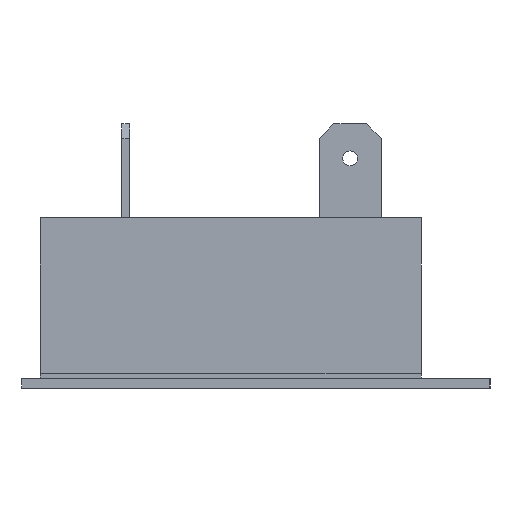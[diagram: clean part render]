
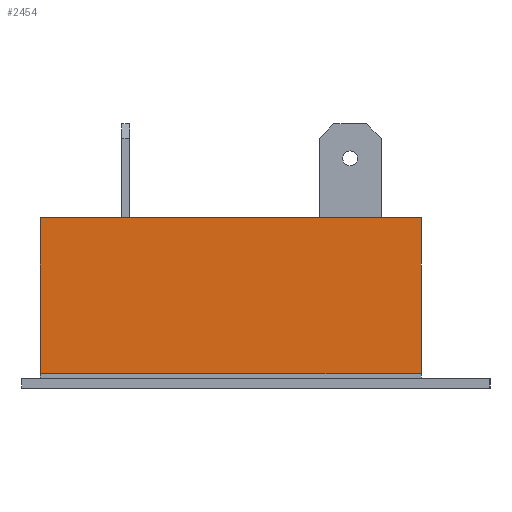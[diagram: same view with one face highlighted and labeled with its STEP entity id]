
A CAD part, left-side view. The second image highlights one B-rep face of the part: STEP entity #2454.
In plain terms, the highlighted planar face has unit normal (-1, 0, 0).
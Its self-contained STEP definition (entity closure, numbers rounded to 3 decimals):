
#1563 = PLANE('',#1564);
#1564 = AXIS2_PLACEMENT_3D('',#1565,#1566,#1567);
#1565 = CARTESIAN_POINT('',(0.,0.,-15.5));
#1566 = DIRECTION('',(0.,1.,0.));
#1567 = DIRECTION('',(0.,0.,1.));
#1619 = PLANE('',#1620);
#1620 = AXIS2_PLACEMENT_3D('',#1621,#1622,#1623);
#1621 = CARTESIAN_POINT('',(-15.,15.75,-20.));
#1622 = DIRECTION('',(0.,1.,0.));
#1623 = DIRECTION('',(0.,0.,1.));
#1779 = VERTEX_POINT('',#1780);
#1780 = CARTESIAN_POINT('',(-14.25,0.,19.25));
#1794 = PLANE('',#1795);
#1795 = AXIS2_PLACEMENT_3D('',#1796,#1797,#1798);
#1796 = CARTESIAN_POINT('',(-14.25,15.8,19.25));
#1797 = DIRECTION('',(0.,0.,-1.));
#1798 = DIRECTION('',(-1.,0.,0.));
#1806 = EDGE_CURVE('',#1807,#1779,#1809,.T.);
#1807 = VERTEX_POINT('',#1808);
#1808 = CARTESIAN_POINT('',(-14.25,0.,-19.25));
#1809 = SURFACE_CURVE('',#1810,(#1814,#1821),.PCURVE_S1.);
#1810 = LINE('',#1811,#1812);
#1811 = CARTESIAN_POINT('',(-14.25,0.,-19.25));
#1812 = VECTOR('',#1813,1.);
#1813 = DIRECTION('',(0.,0.,1.));
#1814 = PCURVE('',#1563,#1815);
#1815 = DEFINITIONAL_REPRESENTATION('',(#1816),#1820);
#1816 = LINE('',#1817,#1818);
#1817 = CARTESIAN_POINT('',(-3.75,-14.25));
#1818 = VECTOR('',#1819,1.);
#1819 = DIRECTION('',(1.,0.));
#1820 = ( GEOMETRIC_REPRESENTATION_CONTEXT(2) 
PARAMETRIC_REPRESENTATION_CONTEXT() REPRESENTATION_CONTEXT('2D SPACE',''
  ) );
#1821 = PCURVE('',#1822,#1827);
#1822 = PLANE('',#1823);
#1823 = AXIS2_PLACEMENT_3D('',#1824,#1825,#1826);
#1824 = CARTESIAN_POINT('',(-14.25,15.8,-19.25));
#1825 = DIRECTION('',(1.,0.,0.));
#1826 = DIRECTION('',(0.,0.,-1.));
#1827 = DEFINITIONAL_REPRESENTATION('',(#1828),#1832);
#1828 = LINE('',#1829,#1830);
#1829 = CARTESIAN_POINT('',(-0.,-15.8));
#1830 = VECTOR('',#1831,1.);
#1831 = DIRECTION('',(-1.,0.));
#1832 = ( GEOMETRIC_REPRESENTATION_CONTEXT(2) 
PARAMETRIC_REPRESENTATION_CONTEXT() REPRESENTATION_CONTEXT('2D SPACE',''
  ) );
#1850 = PLANE('',#1851);
#1851 = AXIS2_PLACEMENT_3D('',#1852,#1853,#1854);
#1852 = CARTESIAN_POINT('',(-14.25,15.8,-19.25));
#1853 = DIRECTION('',(0.,0.,1.));
#1854 = DIRECTION('',(1.,0.,0.));
#2231 = VERTEX_POINT('',#2232);
#2232 = CARTESIAN_POINT('',(-14.25,15.75,-19.25));
#2253 = EDGE_CURVE('',#2231,#2254,#2256,.T.);
#2254 = VERTEX_POINT('',#2255);
#2255 = CARTESIAN_POINT('',(-14.25,15.75,19.25));
#2256 = SURFACE_CURVE('',#2257,(#2261,#2268),.PCURVE_S1.);
#2257 = LINE('',#2258,#2259);
#2258 = CARTESIAN_POINT('',(-14.25,15.75,-19.625));
#2259 = VECTOR('',#2260,1.);
#2260 = DIRECTION('',(0.,0.,1.));
#2261 = PCURVE('',#1619,#2262);
#2262 = DEFINITIONAL_REPRESENTATION('',(#2263),#2267);
#2263 = LINE('',#2264,#2265);
#2264 = CARTESIAN_POINT('',(0.375,0.75));
#2265 = VECTOR('',#2266,1.);
#2266 = DIRECTION('',(1.,0.));
#2267 = ( GEOMETRIC_REPRESENTATION_CONTEXT(2) 
PARAMETRIC_REPRESENTATION_CONTEXT() REPRESENTATION_CONTEXT('2D SPACE',''
  ) );
#2268 = PCURVE('',#1822,#2269);
#2269 = DEFINITIONAL_REPRESENTATION('',(#2270),#2274);
#2270 = LINE('',#2271,#2272);
#2271 = CARTESIAN_POINT('',(0.375,-0.05));
#2272 = VECTOR('',#2273,1.);
#2273 = DIRECTION('',(-1.,0.));
#2274 = ( GEOMETRIC_REPRESENTATION_CONTEXT(2) 
PARAMETRIC_REPRESENTATION_CONTEXT() REPRESENTATION_CONTEXT('2D SPACE',''
  ) );
#2432 = EDGE_CURVE('',#2254,#1779,#2433,.T.);
#2433 = SURFACE_CURVE('',#2434,(#2438,#2445),.PCURVE_S1.);
#2434 = LINE('',#2435,#2436);
#2435 = CARTESIAN_POINT('',(-14.25,15.8,19.25));
#2436 = VECTOR('',#2437,1.);
#2437 = DIRECTION('',(-0.,-1.,-0.));
#2438 = PCURVE('',#1794,#2439);
#2439 = DEFINITIONAL_REPRESENTATION('',(#2440),#2444);
#2440 = LINE('',#2441,#2442);
#2441 = CARTESIAN_POINT('',(0.,0.));
#2442 = VECTOR('',#2443,1.);
#2443 = DIRECTION('',(0.,-1.));
#2444 = ( GEOMETRIC_REPRESENTATION_CONTEXT(2) 
PARAMETRIC_REPRESENTATION_CONTEXT() REPRESENTATION_CONTEXT('2D SPACE',''
  ) );
#2445 = PCURVE('',#1822,#2446);
#2446 = DEFINITIONAL_REPRESENTATION('',(#2447),#2451);
#2447 = LINE('',#2448,#2449);
#2448 = CARTESIAN_POINT('',(-38.5,0.));
#2449 = VECTOR('',#2450,1.);
#2450 = DIRECTION('',(0.,-1.));
#2451 = ( GEOMETRIC_REPRESENTATION_CONTEXT(2) 
PARAMETRIC_REPRESENTATION_CONTEXT() REPRESENTATION_CONTEXT('2D SPACE',''
  ) );
#2454 = ADVANCED_FACE('',(#2455),#1822,.F.);
#2455 = FACE_BOUND('',#2456,.F.);
#2456 = EDGE_LOOP('',(#2457,#2458,#2479,#2480));
#2457 = ORIENTED_EDGE('',*,*,#1806,.F.);
#2458 = ORIENTED_EDGE('',*,*,#2459,.F.);
#2459 = EDGE_CURVE('',#2231,#1807,#2460,.T.);
#2460 = SURFACE_CURVE('',#2461,(#2465,#2472),.PCURVE_S1.);
#2461 = LINE('',#2462,#2463);
#2462 = CARTESIAN_POINT('',(-14.25,15.8,-19.25));
#2463 = VECTOR('',#2464,1.);
#2464 = DIRECTION('',(-0.,-1.,-0.));
#2465 = PCURVE('',#1822,#2466);
#2466 = DEFINITIONAL_REPRESENTATION('',(#2467),#2471);
#2467 = LINE('',#2468,#2469);
#2468 = CARTESIAN_POINT('',(0.,0.));
#2469 = VECTOR('',#2470,1.);
#2470 = DIRECTION('',(0.,-1.));
#2471 = ( GEOMETRIC_REPRESENTATION_CONTEXT(2) 
PARAMETRIC_REPRESENTATION_CONTEXT() REPRESENTATION_CONTEXT('2D SPACE',''
  ) );
#2472 = PCURVE('',#1850,#2473);
#2473 = DEFINITIONAL_REPRESENTATION('',(#2474),#2478);
#2474 = LINE('',#2475,#2476);
#2475 = CARTESIAN_POINT('',(0.,0.));
#2476 = VECTOR('',#2477,1.);
#2477 = DIRECTION('',(0.,-1.));
#2478 = ( GEOMETRIC_REPRESENTATION_CONTEXT(2) 
PARAMETRIC_REPRESENTATION_CONTEXT() REPRESENTATION_CONTEXT('2D SPACE',''
  ) );
#2479 = ORIENTED_EDGE('',*,*,#2253,.T.);
#2480 = ORIENTED_EDGE('',*,*,#2432,.T.);
